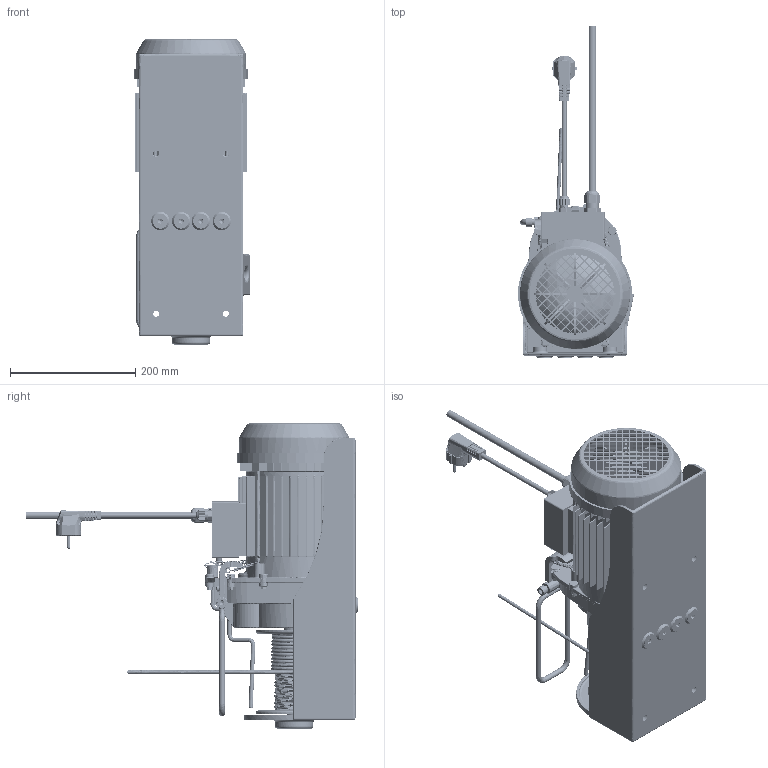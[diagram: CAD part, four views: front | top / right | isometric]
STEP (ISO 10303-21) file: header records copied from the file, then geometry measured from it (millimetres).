
FILE_DESCRIPTION(('FreeCAD Model'),'2;1');
FILE_NAME('Open CASCADE Shape Model','2025-05-01T20:49:40',('FreeCAD'),( 'FreeCAD'),'Open CASCADE STEP processor 7.6','FreeCAD','Unknown');
FILE_SCHEMA(('AUTOMOTIVE_DESIGN { 1 0 10303 214 1 1 1 1 }'));
Products named in the file (1): Open CASCADE STEP translator 7.6 1
Bounding box: 185.36 x 528.84 x 486.75 mm (x, y, z)
Volume: 6177237.9 mm3; surface area: 1592816.4 mm2
Topology: 103 solids, 138 shells, 9520 faces, 24356 edges, 15090 vertices
Faces by surface type: bspline 9520
Entity records: 417038 total; most frequent: CARTESIAN_POINT 282526, ORIENTED_EDGE 48280, EDGE_CURVE 24204, VERTEX_POINT 15088, B_SPLINE_CURVE_WITH_KNOTS 13289, FACE_BOUND 10223, EDGE_LOOP 10223, ADVANCED_FACE 9520
